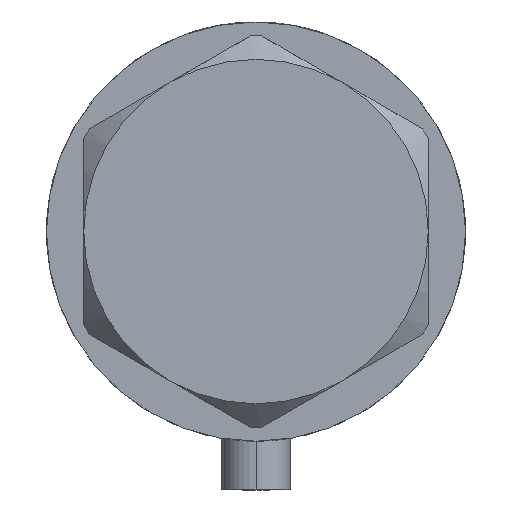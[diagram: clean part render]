
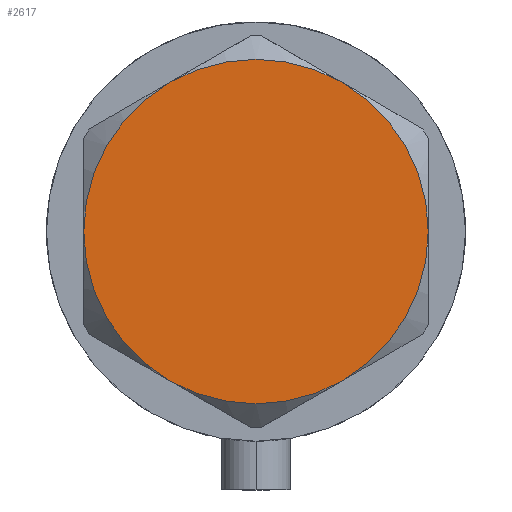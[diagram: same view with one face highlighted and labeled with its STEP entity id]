
A CAD part, left-side view. The second image highlights one B-rep face of the part: STEP entity #2617.
In plain terms, the highlighted face is planar.
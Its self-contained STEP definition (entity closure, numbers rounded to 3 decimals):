
#16 = EDGE_CURVE ( 'NONE', #2042, #3485, #961, .T. ) ;
#103 = AXIS2_PLACEMENT_3D ( 'NONE', #496, #1481, #1519 ) ;
#307 = CARTESIAN_POINT ( 'NONE',  ( 0., 0., 14.5 ) ) ;
#374 = DIRECTION ( 'NONE',  ( 0., 0., 1. ) ) ;
#438 = EDGE_CURVE ( 'NONE', #2752, #2042, #1542, .T. ) ;
#469 = AXIS2_PLACEMENT_3D ( 'NONE', #2093, #374, #1745 ) ;
#496 = CARTESIAN_POINT ( 'NONE',  ( 0., 0., 14.5 ) ) ;
#698 = AXIS2_PLACEMENT_3D ( 'NONE', #3763, #3781, #707 ) ;
#707 = DIRECTION ( 'NONE',  ( 1., 0., 0. ) ) ;
#755 = ORIENTED_EDGE ( 'NONE', *, *, #3201, .T. ) ;
#930 = CARTESIAN_POINT ( 'NONE',  ( 15., -25.981, 14.5 ) ) ;
#961 = CIRCLE ( 'NONE', #469, 30. ) ;
#971 = VERTEX_POINT ( 'NONE', #3189 ) ;
#1011 = CARTESIAN_POINT ( 'NONE',  ( 30., 0., 14.5 ) ) ;
#1197 = AXIS2_PLACEMENT_3D ( 'NONE', #307, #3069, #4450 ) ;
#1215 = VERTEX_POINT ( 'NONE', #1011 ) ;
#1237 = FACE_OUTER_BOUND ( 'NONE', #4381, .T. ) ;
#1289 = DIRECTION ( 'NONE',  ( 1., 0., 0. ) ) ;
#1296 = CARTESIAN_POINT ( 'NONE',  ( -30., 0., 14.5 ) ) ;
#1470 = DIRECTION ( 'NONE',  ( 0., 0., 1. ) ) ;
#1481 = DIRECTION ( 'NONE',  ( 0., 0., 1. ) ) ;
#1515 = ORIENTED_EDGE ( 'NONE', *, *, #3422, .T. ) ;
#1519 = DIRECTION ( 'NONE',  ( 1., 0., 0. ) ) ;
#1542 = CIRCLE ( 'NONE', #103, 30. ) ;
#1551 = CIRCLE ( 'NONE', #3883, 30. ) ;
#1675 = ORIENTED_EDGE ( 'NONE', *, *, #16, .T. ) ;
#1745 = DIRECTION ( 'NONE',  ( 1., 0., 0. ) ) ;
#1787 = DIRECTION ( 'NONE',  ( 1., 0., 0. ) ) ;
#1806 = EDGE_CURVE ( 'NONE', #3165, #1215, #2358, .T. ) ;
#2042 = VERTEX_POINT ( 'NONE', #1296 ) ;
#2057 = EDGE_CURVE ( 'NONE', #3485, #3165, #4026, .T. ) ;
#2093 = CARTESIAN_POINT ( 'NONE',  ( 0., 0., 14.5 ) ) ;
#2358 = CIRCLE ( 'NONE', #2575, 30. ) ;
#2551 = CARTESIAN_POINT ( 'NONE',  ( 0., 0., 14.5 ) ) ;
#2575 = AXIS2_PLACEMENT_3D ( 'NONE', #2551, #1470, #1787 ) ;
#2613 = ORIENTED_EDGE ( 'NONE', *, *, #438, .T. ) ;
#2617 = ADVANCED_FACE ( 'NONE', ( #1237 ), #2981, .T. ) ;
#2619 = DIRECTION ( 'NONE',  ( 0., 0., 1. ) ) ;
#2752 = VERTEX_POINT ( 'NONE', #4387 ) ;
#2981 = PLANE ( 'NONE',  #3285 ) ;
#3069 = DIRECTION ( 'NONE',  ( 0., 0., 1. ) ) ;
#3165 = VERTEX_POINT ( 'NONE', #930 ) ;
#3189 = CARTESIAN_POINT ( 'NONE',  ( 15., 25.981, 14.5 ) ) ;
#3201 = EDGE_CURVE ( 'NONE', #971, #2752, #4306, .T. ) ;
#3285 = AXIS2_PLACEMENT_3D ( 'NONE', #4293, #2619, #4359 ) ;
#3422 = EDGE_CURVE ( 'NONE', #1215, #971, #1551, .T. ) ;
#3485 = VERTEX_POINT ( 'NONE', #3995 ) ;
#3602 = CARTESIAN_POINT ( 'NONE',  ( 0., 0., 14.5 ) ) ;
#3763 = CARTESIAN_POINT ( 'NONE',  ( 0., 0., 14.5 ) ) ;
#3781 = DIRECTION ( 'NONE',  ( 0., 0., 1. ) ) ;
#3883 = AXIS2_PLACEMENT_3D ( 'NONE', #3602, #4037, #1289 ) ;
#3995 = CARTESIAN_POINT ( 'NONE',  ( -15., -25.981, 14.5 ) ) ;
#4026 = CIRCLE ( 'NONE', #698, 30. ) ;
#4037 = DIRECTION ( 'NONE',  ( 0., 0., 1. ) ) ;
#4293 = CARTESIAN_POINT ( 'NONE',  ( 0., 0., 14.5 ) ) ;
#4306 = CIRCLE ( 'NONE', #1197, 30. ) ;
#4352 = ORIENTED_EDGE ( 'NONE', *, *, #1806, .T. ) ;
#4359 = DIRECTION ( 'NONE',  ( 1., 0., 0. ) ) ;
#4381 = EDGE_LOOP ( 'NONE', ( #4352, #1515, #755, #2613, #1675, #4437 ) ) ;
#4387 = CARTESIAN_POINT ( 'NONE',  ( -15., 25.981, 14.5 ) ) ;
#4437 = ORIENTED_EDGE ( 'NONE', *, *, #2057, .T. ) ;
#4450 = DIRECTION ( 'NONE',  ( 1., 0., 0. ) ) ;
